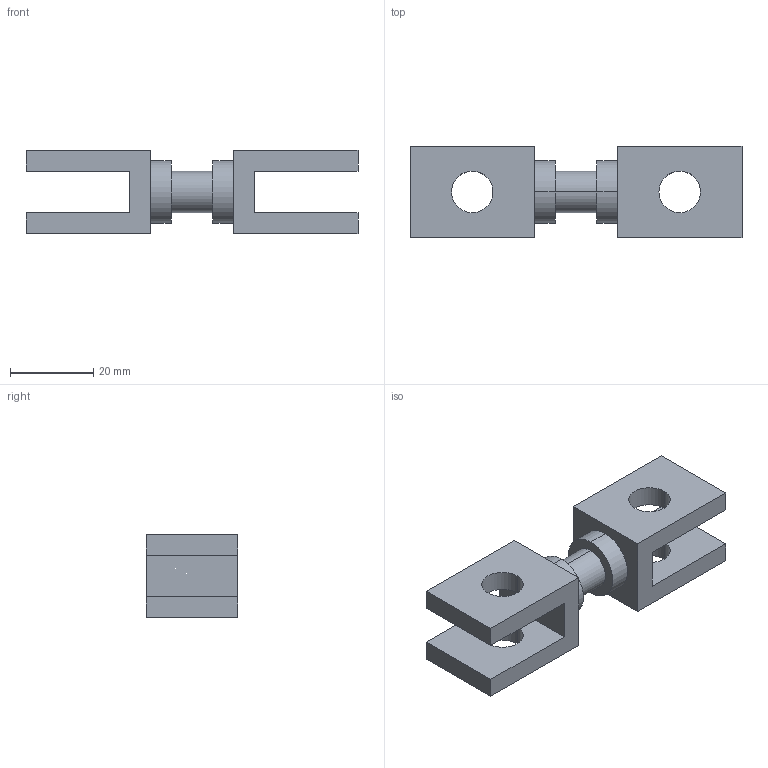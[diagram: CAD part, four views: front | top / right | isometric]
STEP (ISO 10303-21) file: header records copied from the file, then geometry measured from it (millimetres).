
FILE_DESCRIPTION (( 'STEP AP203' ), '1' );
FILE_NAME ('union_Predeterminado_sldprt.STEP', '2021-06-17T20:32:54', ( '' ), ( '' ), 'SwSTEP 2.0', 'SolidWorks 2021', '' );
FILE_SCHEMA (( 'CONFIG_CONTROL_DESIGN' ));
Length unit declared in the file: millimetre
Products named in the file (1): union_Predeterminado_sldprt
Bounding box: 80 x 22 x 20 mm (x, y, z)
Volume: 16381.7 mm3; surface area: 8628.3 mm2
Topology: 1 solids, 1 shells, 36 faces, 90 edges, 60 vertices
Faces by surface type: plane 22, cylinder 14
Entity records: 1175 total; most frequent: DIRECTION 192, CARTESIAN_POINT 187, ORIENTED_EDGE 180, EDGE_CURVE 90, AXIS2_PLACEMENT_3D 65, VECTOR 62, LINE 62, VERTEX_POINT 60
